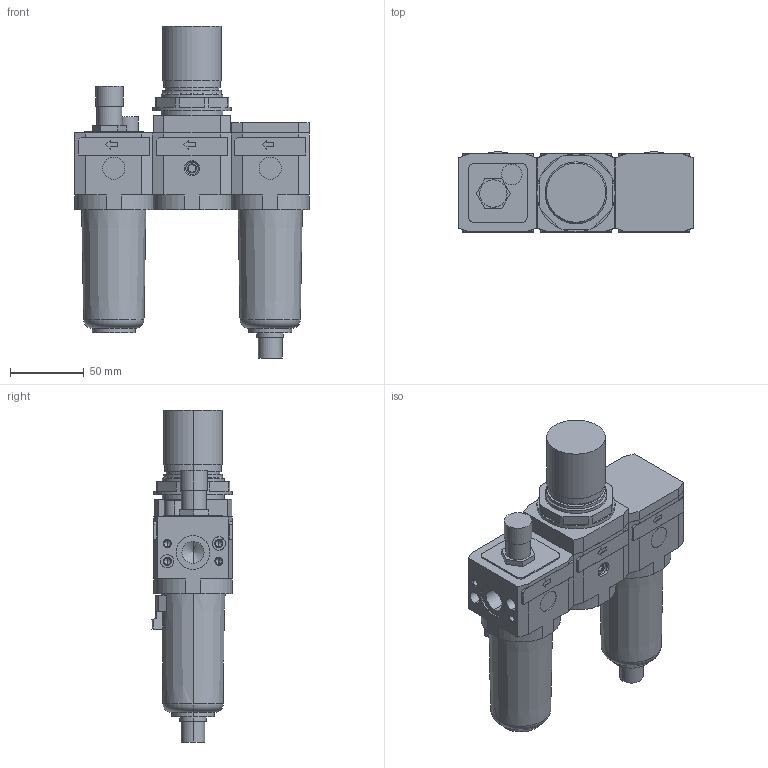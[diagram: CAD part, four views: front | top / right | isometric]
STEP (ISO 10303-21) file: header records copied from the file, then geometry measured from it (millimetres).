
FILE_DESCRIPTION((''),'2;1');
FILE_NAME('17207B_.stp','2003-06-16T14:55:46',('maffial1'),(''),'Autodesk Inventor 7','Autodesk Inventor 7','');
FILE_SCHEMA(('AUTOMOTIVE_DESIGN { 1 0 10303 214 1 1 1 1 }'));
Length unit declared in the file: millimetre
Products named in the file (7): 17207B_; 17201B_; 17203B; 17202B_; 17202B_(1); RS_1702_12; RK_1701_020
Assembly tree (6 placements, depth 3):
  17207B_
    17201B_
    17203B
    17202B_
      17202B_(1)
      RS_1702_12
      RK_1701_020
Bounding box: 159 x 54.39 x 225 mm (x, y, z)
Volume: 763667.2 mm3; surface area: 118295.4 mm2
Topology: 5 solids, 11 shells, 569 faces, 1405 edges, 877 vertices
Faces by surface type: plane 218, bspline 207, cylinder 98, cone 38, torus 8
Entity records: 18284 total; most frequent: CARTESIAN_POINT 5253, ORIENTED_EDGE 2714, DIRECTION 2526, EDGE_CURVE 1357, VECTOR 914, LINE 914, VERTEX_POINT 877, AXIS2_PLACEMENT_3D 806
